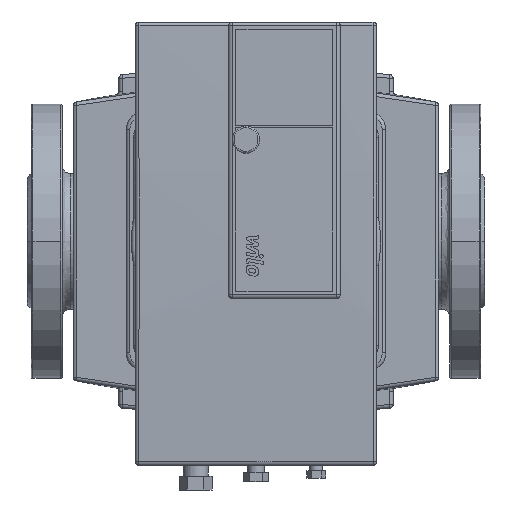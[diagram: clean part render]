
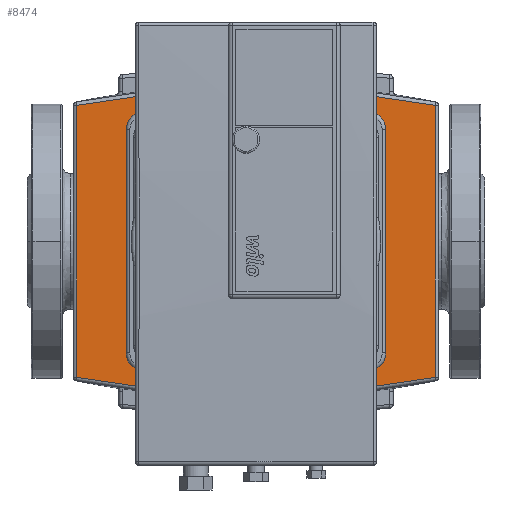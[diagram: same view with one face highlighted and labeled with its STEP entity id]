
A CAD part, front view. The second image highlights one B-rep face of the part: STEP entity #8474.
In plain terms, the highlighted planar face has unit normal (0, -1, 0).
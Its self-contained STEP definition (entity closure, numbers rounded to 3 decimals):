
#8026=CARTESIAN_POINT('',(27.,-60.5,74.361));
#8027=VERTEX_POINT('',#8026);
#8061=CARTESIAN_POINT('',(27.,-60.5,-74.361));
#8062=VERTEX_POINT('',#8061);
#8087=CARTESIAN_POINT('',(223.0,-60.5,74.361));
#8088=VERTEX_POINT('',#8087);
#8120=CARTESIAN_POINT('',(223.,-60.5,-74.361));
#8121=VERTEX_POINT('',#8120);
#8163=CARTESIAN_POINT('',(223.0,-60.5,74.361));
#8164=DIRECTION('',(0.0,0.0,-1.0));
#8165=VECTOR('',#8164,148.722);
#8166=LINE('',#8163,#8165);
#8167=EDGE_CURVE('',#8088,#8121,#8166,.T.);
#8186=CARTESIAN_POINT('',(125.,-60.5,419.));
#8187=DIRECTION('',(0.0,1.0,0.0));
#8188=DIRECTION('',(0.0,0.0,-1.0));
#8189=AXIS2_PLACEMENT_3D('',#8186,#8187,#8188);
#8190=CIRCLE('',#8189,503.);
#8191=EDGE_CURVE('',#8121,#8062,#8190,.T.);
#8210=CARTESIAN_POINT('',(125.,-60.5,-419.));
#8211=DIRECTION('',(0.0,1.0,0.0));
#8212=DIRECTION('',(0.0,0.0,1.0));
#8213=AXIS2_PLACEMENT_3D('',#8210,#8211,#8212);
#8214=CIRCLE('',#8213,503.);
#8215=EDGE_CURVE('',#8027,#8088,#8214,.T.);
#8233=CARTESIAN_POINT('',(27.,-60.5,-74.361));
#8234=DIRECTION('',(0.0,0.0,1.0));
#8235=VECTOR('',#8234,148.722);
#8236=LINE('',#8233,#8235);
#8237=EDGE_CURVE('',#8062,#8027,#8236,.T.);
#8393=CARTESIAN_POINT('',(125.,-60.5,0.));
#8394=DIRECTION('',(0.0,1.0,0.0));
#8395=DIRECTION('',(0.0,0.0,1.0));
#8396=AXIS2_PLACEMENT_3D('',#8393,#8394,#8395);
#8397=PLANE('',#8396);
#8398=ORIENTED_EDGE('',*,*,#8167,.F.);
#8399=ORIENTED_EDGE('',*,*,#8215,.F.);
#8400=ORIENTED_EDGE('',*,*,#8237,.F.);
#8401=ORIENTED_EDGE('',*,*,#8191,.F.);
#8402=EDGE_LOOP('',(#8398,#8399,#8400,#8401));
#8403=FACE_OUTER_BOUND('',#8402,.T.);
#8404=CARTESIAN_POINT('',(186.,-60.5,-71.));
#8405=VERTEX_POINT('',#8404);
#8406=CARTESIAN_POINT('',(64.,-60.5,-71.));
#8407=VERTEX_POINT('',#8406);
#8408=CARTESIAN_POINT('',(186.,-60.5,-71.));
#8409=DIRECTION('',(-1.0,0.0,0.0));
#8410=VECTOR('',#8409,122.);
#8411=LINE('',#8408,#8410);
#8412=EDGE_CURVE('',#8405,#8407,#8411,.T.);
#8413=ORIENTED_EDGE('',*,*,#8412,.T.);
#8414=CARTESIAN_POINT('',(54.,-60.5,-61.));
#8415=VERTEX_POINT('',#8414);
#8416=CARTESIAN_POINT('',(64.,-60.5,-61.));
#8417=DIRECTION('',(0.,1.,0.));
#8418=DIRECTION('',(-0.707,0.,-0.707));
#8419=AXIS2_PLACEMENT_3D('',#8416,#8417,#8418);
#8420=CIRCLE('',#8419,10.);
#8421=EDGE_CURVE('',#8415,#8407,#8420,.F.);
#8422=ORIENTED_EDGE('',*,*,#8421,.F.);
#8423=CARTESIAN_POINT('',(54.,-60.5,61.));
#8424=VERTEX_POINT('',#8423);
#8425=CARTESIAN_POINT('',(54.,-60.5,-61.));
#8426=DIRECTION('',(0.0,0.0,1.0));
#8427=VECTOR('',#8426,122.);
#8428=LINE('',#8425,#8427);
#8429=EDGE_CURVE('',#8415,#8424,#8428,.T.);
#8430=ORIENTED_EDGE('',*,*,#8429,.T.);
#8431=CARTESIAN_POINT('',(64.,-60.5,71.));
#8432=VERTEX_POINT('',#8431);
#8433=CARTESIAN_POINT('',(64.,-60.5,61.));
#8434=DIRECTION('',(0.,1.,0.));
#8435=DIRECTION('',(-0.707,0.,0.707));
#8436=AXIS2_PLACEMENT_3D('',#8433,#8434,#8435);
#8437=CIRCLE('',#8436,10.);
#8438=EDGE_CURVE('',#8432,#8424,#8437,.F.);
#8439=ORIENTED_EDGE('',*,*,#8438,.F.);
#8440=CARTESIAN_POINT('',(186.0,-60.5,71.));
#8441=VERTEX_POINT('',#8440);
#8442=CARTESIAN_POINT('',(64.,-60.5,71.));
#8443=DIRECTION('',(1.0,0.0,0.0));
#8444=VECTOR('',#8443,122.);
#8445=LINE('',#8442,#8444);
#8446=EDGE_CURVE('',#8432,#8441,#8445,.T.);
#8447=ORIENTED_EDGE('',*,*,#8446,.T.);
#8448=CARTESIAN_POINT('',(196.0,-60.5,61.));
#8449=VERTEX_POINT('',#8448);
#8450=CARTESIAN_POINT('',(186.0,-60.5,61.));
#8451=DIRECTION('',(0.,1.,0.));
#8452=DIRECTION('',(0.707,0.,0.707));
#8453=AXIS2_PLACEMENT_3D('',#8450,#8451,#8452);
#8454=CIRCLE('',#8453,10.);
#8455=EDGE_CURVE('',#8449,#8441,#8454,.F.);
#8456=ORIENTED_EDGE('',*,*,#8455,.F.);
#8457=CARTESIAN_POINT('',(196.,-60.5,-61.));
#8458=VERTEX_POINT('',#8457);
#8459=CARTESIAN_POINT('',(196.0,-60.5,61.));
#8460=DIRECTION('',(0.0,0.0,-1.0));
#8461=VECTOR('',#8460,122.);
#8462=LINE('',#8459,#8461);
#8463=EDGE_CURVE('',#8449,#8458,#8462,.T.);
#8464=ORIENTED_EDGE('',*,*,#8463,.T.);
#8465=CARTESIAN_POINT('',(186.,-60.5,-61.));
#8466=DIRECTION('',(0.,1.,0.));
#8467=DIRECTION('',(0.707,0.,-0.707));
#8468=AXIS2_PLACEMENT_3D('',#8465,#8466,#8467);
#8469=CIRCLE('',#8468,10.0);
#8470=EDGE_CURVE('',#8405,#8458,#8469,.F.);
#8471=ORIENTED_EDGE('',*,*,#8470,.F.);
#8472=EDGE_LOOP('',(#8413,#8422,#8430,#8439,#8447,#8456,#8464,#8471));
#8473=FACE_BOUND('',#8472,.T.);
#8474=ADVANCED_FACE('',(#8403,#8473),#8397,.F.);
